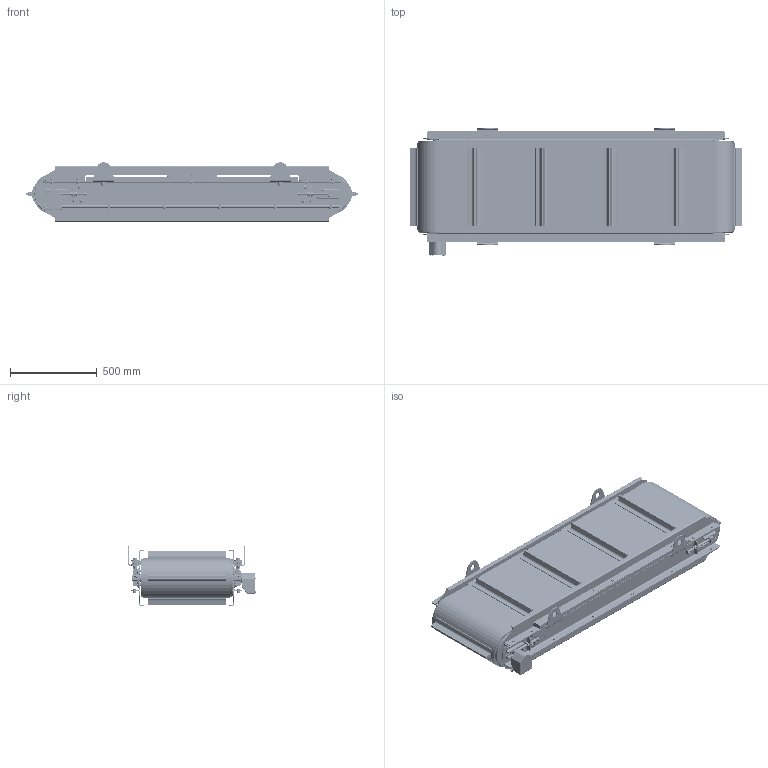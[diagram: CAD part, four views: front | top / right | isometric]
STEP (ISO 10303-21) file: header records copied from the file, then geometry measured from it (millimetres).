
FILE_DESCRIPTION(/* description */ ('ROP-F1-C-080-M-D-L-B-B-B-NA'),/* implementation_level */ '2;1');
FILE_NAME(/* name */ 'SAPB120520.stp',/* time_stamp */ '2021-05-12T14:59:53+02:00',/* author */ ('tt'),/* organization */ (''),/* preprocessor_version */ 'ST-DEVELOPER v18.1',/* originating_system */ 'Autodesk Inventor 2021',/* authorisation */ '');
FILE_SCHEMA (('AUTOMOTIVE_DESIGN { 1 0 10303 214 3 1 1 }'));
Length unit declared in the file: millimetre
Products named in the file (32): SAPB120520; E0130386; E0130385; E0130388; E0130384; MT15015101; 1510.00040; M77158; E0081492; 50.1208012; 50.1216170; 70.0200012; 60.0200012; 70.9200010; 60.0200016; 50.1216060; 70.0200016; RBPF021200; S200091; A200091; S200095; S200094; MFBZ991500; 45.3050049; E0130390; E0130389; 50.1208050; E0120516; 50.1208020; 70.0200008; 60.0200008; E0131502
Assembly tree (404 placements, depth 5):
  SAPB120520
    E0130386
      E0130385
        E0130388  x2
        E0130384
        MT15015101
        1510.00040
        M77158  x4
        E0081492  x4
        50.1208012  x20
        70.0200016  x8
        60.0200016  x8
        50.1216170  x4
        60.0200012  x8
        70.0200012  x8
      70.9200010  x4
      60.0200016  x4
      50.1216060  x4
      70.0200016  x4
      RBPF021200
        S200091
        A200091
          S200095
          S200094
          MFBZ991500  x216
    45.3050049
    E0130390  x2
    E0130389  x2
    70.0200008  x44
    50.1208020  x20
    50.1208050  x2
    60.0200008  x22
    E0120516  x2
    E0131502
Bounding box: 1915.5 x 734.5 x 342.35 mm (x, y, z)
Volume: 179794783.5 mm3; surface area: 25014875.1 mm2
Topology: 400 solids, 401 shells, 11190 faces, 28756 edges, 18926 vertices
Faces by surface type: plane 6231, bspline 3482, cylinder 846, cone 618, torus 11, sphere 2
Full cylindrical faces by diameter (mm): 4.2 x6, 6.647 x42, 7.323 x42, 8 x46, 8.376 x4, 8.4 x44, 9 x64, 10.106 x8, 11.4 x42, 12 x8, 12.5 x8, 13 x8, 13.835 x14, 14.917 x8, 16 x56, 17 x32, 17.5 x6, 22 x8, 24 x8, 30 x12, 35 x4, 40 x4, 50 x8, 217 x2
Entity records: 32366 total; most frequent: CARTESIAN_POINT 6371, DIRECTION 5482, ORIENTED_EDGE 4534, EDGE_CURVE 2267, AXIS2_PLACEMENT_3D 2103, VERTEX_POINT 1453, LINE 1276, VECTOR 1276
